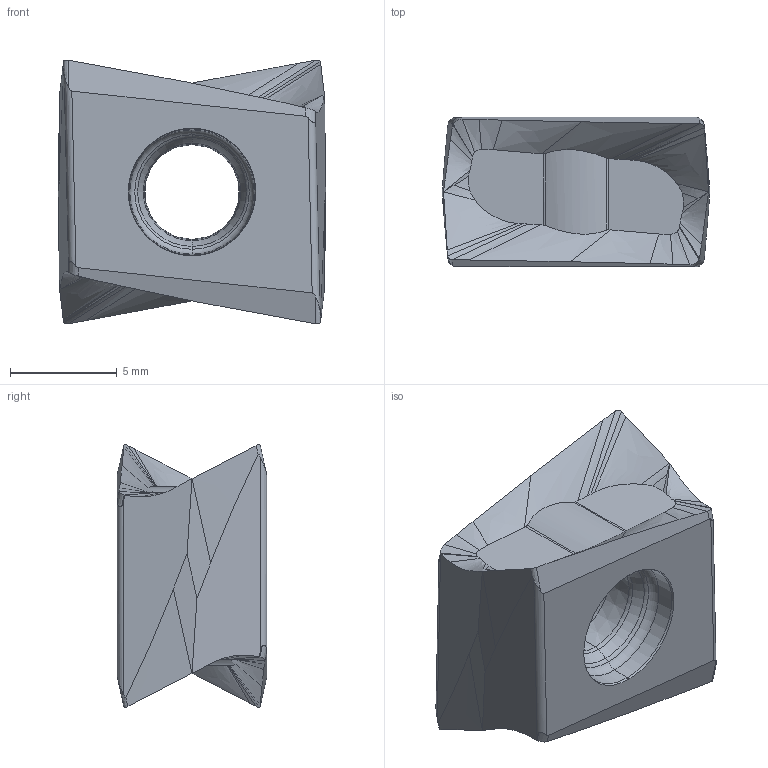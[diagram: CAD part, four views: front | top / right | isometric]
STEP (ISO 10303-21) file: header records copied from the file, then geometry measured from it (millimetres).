
FILE_DESCRIPTION(/* description */ (''),/* implementation_level */ '2;1');
FILE_NAME(/* name */ 'logu1207020pner-m.stp',/* time_stamp */ '2018-09-04T09:14:43+09:00',/* author */ (''),/* organization */ (''),/* preprocessor_version */ 'ST-DEVELOPER v16',/* originating_system */ 'SIEMENS PLM Software NX 10.0',/* authorisation */ '');
FILE_SCHEMA (('AUTOMOTIVE_DESIGN { 1 0 10303 214 3 1 1 1 }'));
Length unit declared in the file: millimetre
Products named in the file (1): CUS_LOGU1207020PNER-M
Bounding box: 12.52 x 7 x 12.37 mm (x, y, z)
Volume: 591.5 mm3; surface area: 609.2 mm2
Topology: 1 solids, 1 shells, 132 faces, 336 edges, 206 vertices
Faces by surface type: bspline 60, plane 22, torus 20, extrusion 12, cylinder 10, cone 8
Entity records: 6678 total; most frequent: CARTESIAN_POINT 3878, ORIENTED_EDGE 672, DIRECTION 390, EDGE_CURVE 336, VERTEX_POINT 206, VECTOR 154, B_SPLINE_CURVE_WITH_KNOTS 152, LINE 142
